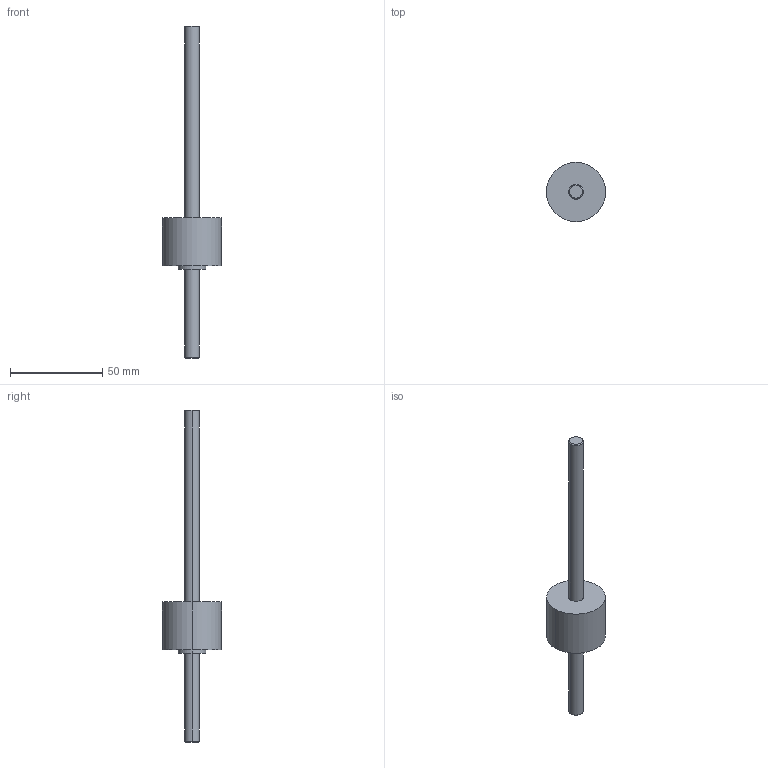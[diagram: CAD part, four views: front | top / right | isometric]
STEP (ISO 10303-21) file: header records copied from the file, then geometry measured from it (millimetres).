
FILE_DESCRIPTION (( 'STEP AP203' ), '1' );
FILE_NAME ('OPL 1BN_25256900.STEP', '2016-03-04T00:14:59', ( ' ' ), ( '' ), 'SwSTEP 2.0', 'SolidWorks 2009', '' );
FILE_SCHEMA (( 'CONFIG_CONTROL_DESIGN' ));
Length unit declared in the file: millimetre
Products named in the file (1): OPL 1BN_25256900
Bounding box: 32 x 32 x 180 mm (x, y, z)
Volume: 28792.2 mm3; surface area: 8262.7 mm2
Topology: 1 solids, 1 shells, 26 faces, 50 edges, 32 vertices
Faces by surface type: cylinder 14, plane 8, cone 4
Entity records: 751 total; most frequent: DIRECTION 136, CARTESIAN_POINT 109, ORIENTED_EDGE 100, AXIS2_PLACEMENT_3D 59, EDGE_CURVE 50, EDGE_LOOP 32, VERTEX_POINT 32, CIRCLE 32
